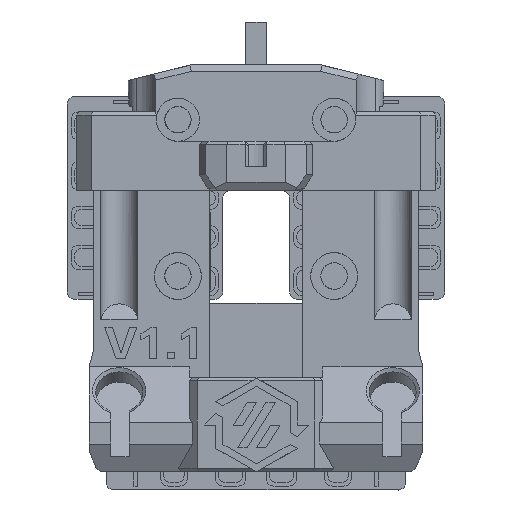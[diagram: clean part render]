
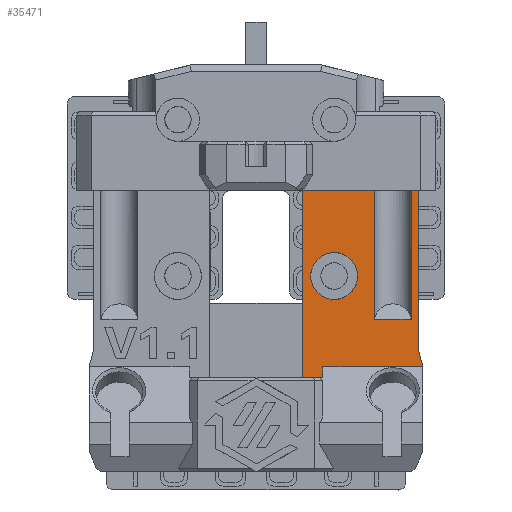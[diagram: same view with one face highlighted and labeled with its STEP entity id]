
A CAD part, front view. The second image highlights one B-rep face of the part: STEP entity #35471.
In plain terms, the highlighted face is planar.
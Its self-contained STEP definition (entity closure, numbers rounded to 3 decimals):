
#76=FACE_BOUND('',#4933,.T.);
#1357=PLANE('',#38110);
#2990=FACE_OUTER_BOUND('',#4932,.T.);
#4932=EDGE_LOOP('',(#28062,#28063,#28064,#28065,#28066,#28067,#28068,#28069,
#28070,#28071,#28072));
#4933=EDGE_LOOP('',(#28073));
#7124=LINE('',#54275,#11023);
#7522=LINE('',#55839,#11421);
#7533=LINE('',#55863,#11432);
#7537=LINE('',#55871,#11436);
#7590=LINE('',#55994,#11489);
#7592=LINE('',#56000,#11491);
#7640=LINE('',#56109,#11539);
#7641=LINE('',#56111,#11540);
#7642=LINE('',#56113,#11541);
#7643=LINE('',#56114,#11542);
#7644=LINE('',#56115,#11543);
#11023=VECTOR('',#42785,10.);
#11421=VECTOR('',#44139,10.);
#11432=VECTOR('',#44162,10.);
#11436=VECTOR('',#44168,10.);
#11489=VECTOR('',#44291,10.);
#11491=VECTOR('',#44297,10.);
#11539=VECTOR('',#44401,10.);
#11540=VECTOR('',#44402,10.);
#11541=VECTOR('',#44403,10.);
#11542=VECTOR('',#44404,10.);
#11543=VECTOR('',#44405,10.);
#14238=CIRCLE('',#38036,3.);
#15815=VERTEX_POINT('',#54272);
#15816=VERTEX_POINT('',#54274);
#16197=VERTEX_POINT('',#55832);
#16198=VERTEX_POINT('',#55837);
#16199=VERTEX_POINT('',#55838);
#16204=VERTEX_POINT('',#55858);
#16206=VERTEX_POINT('',#55861);
#16209=VERTEX_POINT('',#55869);
#16244=VERTEX_POINT('',#55993);
#16246=VERTEX_POINT('',#55998);
#16280=VERTEX_POINT('',#56110);
#16281=VERTEX_POINT('',#56112);
#19814=EDGE_CURVE('',#15816,#15815,#7124,.T.);
#20447=EDGE_CURVE('',#16197,#16197,#14238,.F.);
#20449=EDGE_CURVE('',#16198,#16199,#7522,.T.);
#20461=EDGE_CURVE('',#16206,#16204,#7533,.T.);
#20465=EDGE_CURVE('',#16206,#16209,#7537,.F.);
#20525=EDGE_CURVE('',#16198,#16244,#7590,.F.);
#20529=EDGE_CURVE('',#16199,#16246,#7592,.T.);
#20583=EDGE_CURVE('',#16204,#15815,#7640,.T.);
#20584=EDGE_CURVE('',#16209,#16280,#7641,.F.);
#20585=EDGE_CURVE('',#16281,#16280,#7642,.F.);
#20586=EDGE_CURVE('',#16281,#16244,#7643,.F.);
#20587=EDGE_CURVE('',#15816,#16246,#7644,.T.);
#28062=ORIENTED_EDGE('',*,*,#20583,.F.);
#28063=ORIENTED_EDGE('',*,*,#20461,.F.);
#28064=ORIENTED_EDGE('',*,*,#20465,.T.);
#28065=ORIENTED_EDGE('',*,*,#20584,.T.);
#28066=ORIENTED_EDGE('',*,*,#20585,.F.);
#28067=ORIENTED_EDGE('',*,*,#20586,.T.);
#28068=ORIENTED_EDGE('',*,*,#20525,.F.);
#28069=ORIENTED_EDGE('',*,*,#20449,.T.);
#28070=ORIENTED_EDGE('',*,*,#20529,.T.);
#28071=ORIENTED_EDGE('',*,*,#20587,.F.);
#28072=ORIENTED_EDGE('',*,*,#19814,.T.);
#28073=ORIENTED_EDGE('',*,*,#20447,.T.);
#35471=ADVANCED_FACE('',(#2990,#76),#1357,.T.);
#38036=AXIS2_PLACEMENT_3D('',#55834,#44133,#44134);
#38110=AXIS2_PLACEMENT_3D('',#56108,#44399,#44400);
#42785=DIRECTION('',(0.,-1.,0.));
#44133=DIRECTION('center_axis',(0.,0.,
1.));
#44134=DIRECTION('ref_axis',(1.,0.,0.));
#44139=DIRECTION('',(-1.,0.,0.));
#44162=DIRECTION('',(0.,-1.,0.));
#44168=DIRECTION('',(-1.,0.,0.));
#44291=DIRECTION('',(0.,-1.,0.));
#44297=DIRECTION('',(0.,1.,0.));
#44399=DIRECTION('center_axis',(0.,0.,
1.));
#44400=DIRECTION('ref_axis',(1.,0.,0.));
#44401=DIRECTION('',(-1.,0.,0.));
#44402=DIRECTION('',(0.243,-0.97,0.));
#44403=DIRECTION('',(0.,1.,0.));
#44404=DIRECTION('',(1.,0.,0.));
#44405=DIRECTION('',(1.,0.,0.));
#54272=CARTESIAN_POINT('',(12.79,25.083,-18.408));
#54274=CARTESIAN_POINT('',(12.79,49.083,-18.408));
#54275=CARTESIAN_POINT('',(12.79,29.58,-18.408));
#55832=CARTESIAN_POINT('',(13.88,38.083,-18.408));
#55834=CARTESIAN_POINT('Origin',(16.88,38.083,-18.408));
#55837=CARTESIAN_POINT('',(26.745,32.528,-18.408));
#55838=CARTESIAN_POINT('',(22.015,32.528,-18.408));
#55839=CARTESIAN_POINT('',(19.8,32.528,-18.408));
#55858=CARTESIAN_POINT('',(15.429,25.083,-18.408));
#55861=CARTESIAN_POINT('',(15.429,26.471,-18.408));
#55863=CARTESIAN_POINT('',(15.429,34.489,-18.408));
#55869=CARTESIAN_POINT('',(28.222,26.471,-18.408));
#55871=CARTESIAN_POINT('',(23.924,26.471,-18.408));
#55993=CARTESIAN_POINT('',(26.745,49.083,-18.408));
#55994=CARTESIAN_POINT('',(26.745,34.669,-18.408));
#55998=CARTESIAN_POINT('',(22.015,49.083,-18.408));
#56000=CARTESIAN_POINT('',(22.015,34.669,-18.408));
#56108=CARTESIAN_POINT('Origin',(24.107,25.083,-18.408));
#56109=CARTESIAN_POINT('',(15.493,25.083,-18.408));
#56110=CARTESIAN_POINT('',(27.722,28.471,-18.408));
#56111=CARTESIAN_POINT('',(27.904,27.743,-18.408));
#56112=CARTESIAN_POINT('',(27.722,49.083,-18.408));
#56113=CARTESIAN_POINT('',(27.722,29.083,-18.408));
#56114=CARTESIAN_POINT('',(9.005,49.083,-18.408));
#56115=CARTESIAN_POINT('',(9.005,49.083,-18.408));
